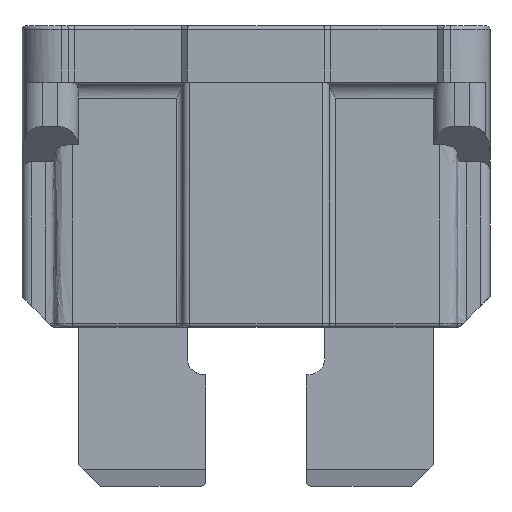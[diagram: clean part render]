
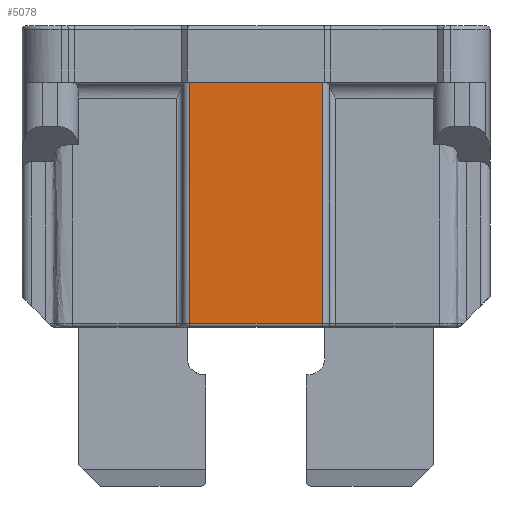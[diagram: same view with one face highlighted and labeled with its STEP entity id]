
A CAD part, front view. The second image highlights one B-rep face of the part: STEP entity #5078.
In plain terms, the highlighted planar face has unit normal (0, -1, 0).
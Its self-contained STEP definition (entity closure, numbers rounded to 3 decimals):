
#519=FACE_OUTER_BOUND('',#803,.T.);
#803=EDGE_LOOP('',(#4062,#4063,#4064,#4065));
#1176=LINE('',#8705,#1698);
#1240=LINE('',#9532,#1762);
#1244=LINE('',#9577,#1766);
#1245=LINE('',#9579,#1767);
#1698=VECTOR('',#6099,10.);
#1762=VECTOR('',#6271,10.);
#1766=VECTOR('',#6279,10.);
#1767=VECTOR('',#6282,10.);
#2217=VERTEX_POINT('',#8699);
#2218=VERTEX_POINT('',#8703);
#2293=VERTEX_POINT('',#9518);
#2294=VERTEX_POINT('',#9531);
#2813=EDGE_CURVE('',#2218,#2217,#1176,.T.);
#2927=EDGE_CURVE('',#2294,#2293,#1240,.T.);
#2934=EDGE_CURVE('',#2294,#2218,#1244,.T.);
#2935=EDGE_CURVE('',#2217,#2293,#1245,.T.);
#4062=ORIENTED_EDGE('',*,*,#2813,.F.);
#4063=ORIENTED_EDGE('',*,*,#2934,.F.);
#4064=ORIENTED_EDGE('',*,*,#2927,.T.);
#4065=ORIENTED_EDGE('',*,*,#2935,.F.);
#4815=PLANE('',#5412);
#5078=ADVANCED_FACE('',(#519),#4815,.T.);
#5412=AXIS2_PLACEMENT_3D('',#9578,#6280,#6281);
#6099=DIRECTION('',(-1.,0.,0.));
#6271=DIRECTION('',(-1.,0.,0.));
#6279=DIRECTION('',(0.,0.,-1.));
#6280=DIRECTION('center_axis',(0.,-1.,0.));
#6281=DIRECTION('ref_axis',(1.,0.,0.));
#6282=DIRECTION('',(0.,0.,1.));
#8699=CARTESIAN_POINT('',(6.85,2.115,0.16));
#8703=CARTESIAN_POINT('',(12.25,2.115,0.16));
#8705=CARTESIAN_POINT('',(11.05,2.115,0.16));
#9518=CARTESIAN_POINT('',(6.85,2.115,10.002));
#9531=CARTESIAN_POINT('',(12.25,2.115,10.002));
#9532=CARTESIAN_POINT('',(7.583,2.115,10.002));
#9577=CARTESIAN_POINT('',(12.25,2.115,2.51));
#9578=CARTESIAN_POINT('Origin',(9.55,2.115,5.01));
#9579=CARTESIAN_POINT('',(6.85,2.115,7.51));
